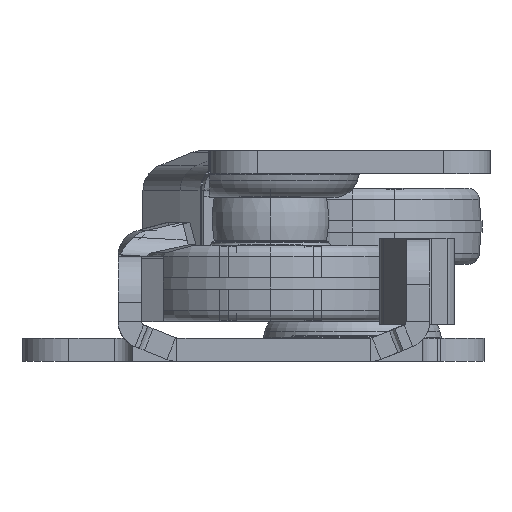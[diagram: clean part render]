
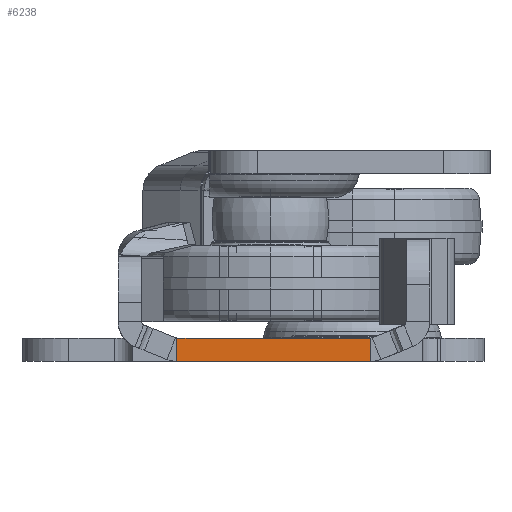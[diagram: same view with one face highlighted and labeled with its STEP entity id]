
A CAD part, left-side view. The second image highlights one B-rep face of the part: STEP entity #6238.
In plain terms, the highlighted planar face has unit normal (-1, 0, 0).
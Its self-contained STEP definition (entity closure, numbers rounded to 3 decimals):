
#127 = EDGE_LOOP ( 'NONE', ( #2672, #5943, #5468, #560 ) ) ;
#231 = CARTESIAN_POINT ( 'NONE',  ( -549.5, -11.5, 2. ) ) ;
#560 = ORIENTED_EDGE ( 'NONE', *, *, #14295, .F. ) ;
#658 = CARTESIAN_POINT ( 'NONE',  ( -549.5, -9.522, 2. ) ) ;
#1059 = VERTEX_POINT ( 'NONE', #7341 ) ;
#1116 = LINE ( 'NONE', #6379, #1473 ) ;
#1209 = DIRECTION ( 'NONE',  ( -1., 0., 0. ) ) ;
#1473 = VECTOR ( 'NONE', #16883, 1000. ) ;
#1779 = VERTEX_POINT ( 'NONE', #3676 ) ;
#1974 = EDGE_CURVE ( 'NONE', #1059, #14721, #6685, .T. ) ;
#2672 = ORIENTED_EDGE ( 'NONE', *, *, #3109, .F. ) ;
#2716 = EDGE_CURVE ( 'NONE', #5940, #14721, #10845, .T. ) ;
#3109 = EDGE_CURVE ( 'NONE', #1059, #1779, #8319, .T. ) ;
#3676 = CARTESIAN_POINT ( 'NONE',  ( -549.5, -9.522, 0. ) ) ;
#4375 = DIRECTION ( 'NONE',  ( 0., 0., 1. ) ) ;
#4777 = DIRECTION ( 'NONE',  ( 0., 0., -1. ) ) ;
#5468 = ORIENTED_EDGE ( 'NONE', *, *, #2716, .F. ) ;
#5940 = VERTEX_POINT ( 'NONE', #12164 ) ;
#5943 = ORIENTED_EDGE ( 'NONE', *, *, #1974, .T. ) ;
#6131 = PLANE ( 'NONE',  #16503 ) ;
#6238 = ADVANCED_FACE ( 'NONE', ( #16803 ), #6131, .T. ) ;
#6379 = CARTESIAN_POINT ( 'NONE',  ( -549.5, -21.25, 0. ) ) ;
#6685 = LINE ( 'NONE', #231, #15760 ) ;
#6875 = CARTESIAN_POINT ( 'NONE',  ( -549.5, 7.022, 2. ) ) ;
#7341 = CARTESIAN_POINT ( 'NONE',  ( -549.5, -9.522, 2. ) ) ;
#7682 = CARTESIAN_POINT ( 'NONE',  ( -549.5, 7.022, 2. ) ) ;
#8319 = LINE ( 'NONE', #658, #15118 ) ;
#10845 = LINE ( 'NONE', #6875, #16659 ) ;
#10907 = DIRECTION ( 'NONE',  ( 0., 1., 0. ) ) ;
#12164 = CARTESIAN_POINT ( 'NONE',  ( -549.5, 7.022, 0. ) ) ;
#13970 = CARTESIAN_POINT ( 'NONE',  ( -549.5, -11.5, 2. ) ) ;
#14050 = DIRECTION ( 'NONE',  ( 0., 1., 0. ) ) ;
#14295 = EDGE_CURVE ( 'NONE', #1779, #5940, #1116, .T. ) ;
#14721 = VERTEX_POINT ( 'NONE', #7682 ) ;
#15118 = VECTOR ( 'NONE', #4777, 1000. ) ;
#15760 = VECTOR ( 'NONE', #10907, 1000. ) ;
#16503 = AXIS2_PLACEMENT_3D ( 'NONE', #13970, #1209, #14050 ) ;
#16659 = VECTOR ( 'NONE', #4375, 1000. ) ;
#16803 = FACE_OUTER_BOUND ( 'NONE', #127, .T. ) ;
#16883 = DIRECTION ( 'NONE',  ( 0., 1., 0. ) ) ;
